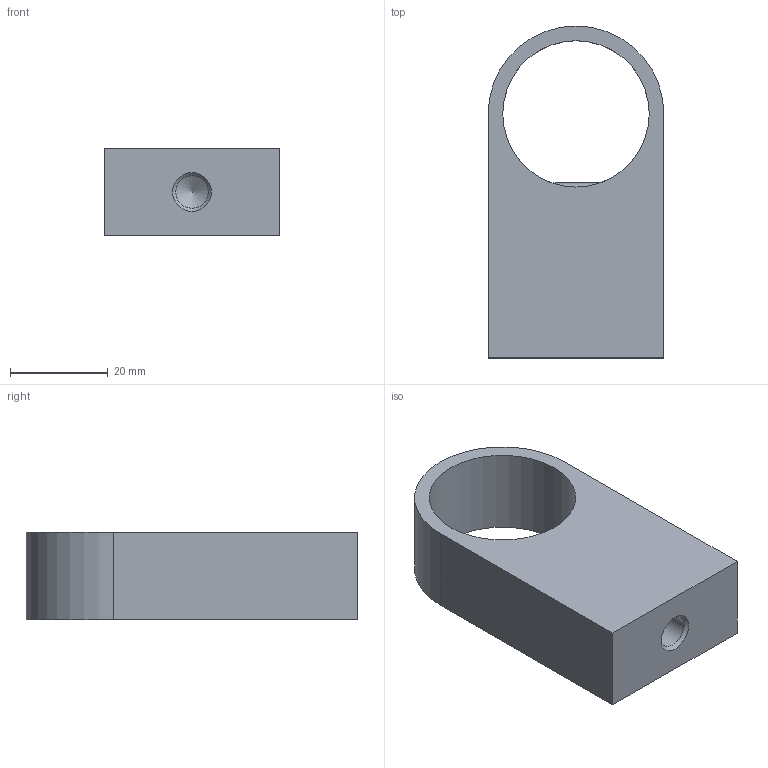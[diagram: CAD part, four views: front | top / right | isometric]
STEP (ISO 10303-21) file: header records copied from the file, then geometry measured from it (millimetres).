
FILE_DESCRIPTION( ( 'STEP AP214' ), '1' );
FILE_NAME( 'K1018.083020.stp', '2020-12-04T13:05:52', ( '' ), ( '' ), ' ', 'PARTsolutions', ' ' );
FILE_SCHEMA( ( 'AUTOMOTIVE_DESIGN { 1 0 10303 214 1 1 1 1 }' ) );
Length unit declared in the file: millimetre
Products named in the file (1): _K1018.083020
Bounding box: 36 x 68 x 18 mm (x, y, z)
Volume: 27793.4 mm3; surface area: 9227.3 mm2
Topology: 1 solids, 1 shells, 23 faces, 53 edges, 34 vertices
Faces by surface type: plane 10, cylinder 7, cone 5, torus 1
Full cylindrical faces by diameter (mm): 4.98 x2, 6.647 x1, 10.5 x1, 30 x1
Entity records: 822 total; most frequent: CARTESIAN_POINT 160, DIRECTION 98, ORIENTED_EDGE 74, AXIS2_PLACEMENT_3D 43, EDGE_LOOP 38, EDGE_CURVE 37, VERTEX_POINT 31, FACE_OUTER_BOUND 29
